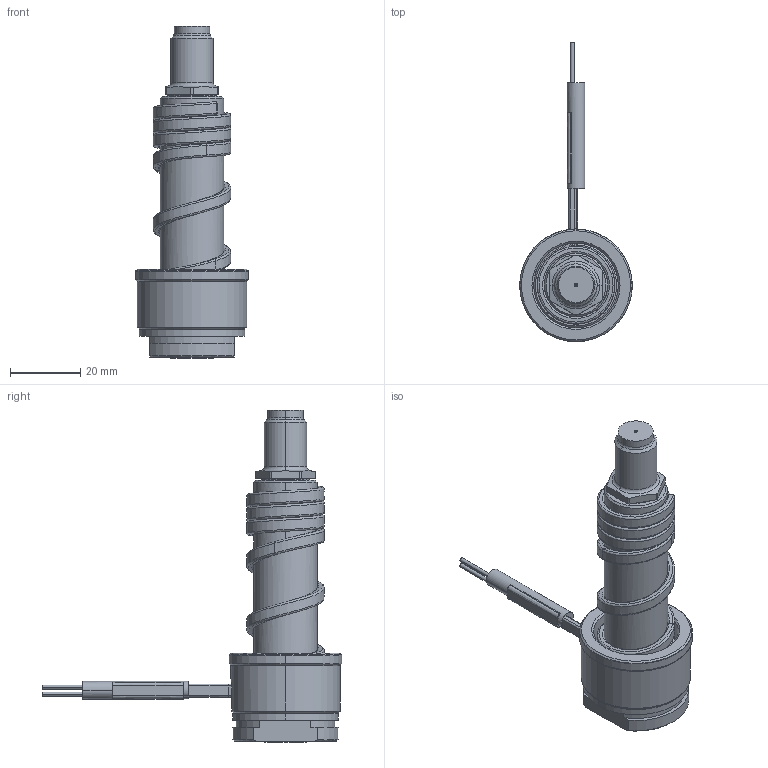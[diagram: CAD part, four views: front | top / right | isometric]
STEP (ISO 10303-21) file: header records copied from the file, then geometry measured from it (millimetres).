
FILE_DESCRIPTION((''),'2;1');
FILE_NAME('SM-86-BEV-N','2014-02-25T',('Íàòàëüÿ'),('IMID'),'PRO/ENGINEER BY PARAMETRIC TECHNOLOGY CORPORATION, 2010180','PRO/ENGINEER BY PARAMETRIC TECHNOLOGY CORPORATION, 2010180','');
FILE_SCHEMA(('CONFIG_CONTROL_DESIGN'));
Length unit declared in the file: millimetre
Products named in the file (1): SM-86-BEV-N
Bounding box: 32 x 85 x 94.2 mm (x, y, z)
Volume: 31128.2 mm3; surface area: 17911 mm2
Topology: 1 solids, 9 shells, 332 faces, 835 edges, 492 vertices
Faces by surface type: cylinder 114, cone 62, bspline 55, plane 52, torus 29, revolution 9, extrusion 7, sphere 4
Entity records: 16464 total; most frequent: CARTESIAN_POINT 8841, ORIENTED_EDGE 1626, DIRECTION 1513, EDGE_CURVE 825, AXIS2_PLACEMENT_3D 606, VERTEX_POINT 492, EDGE_LOOP 355, CIRCLE 344
